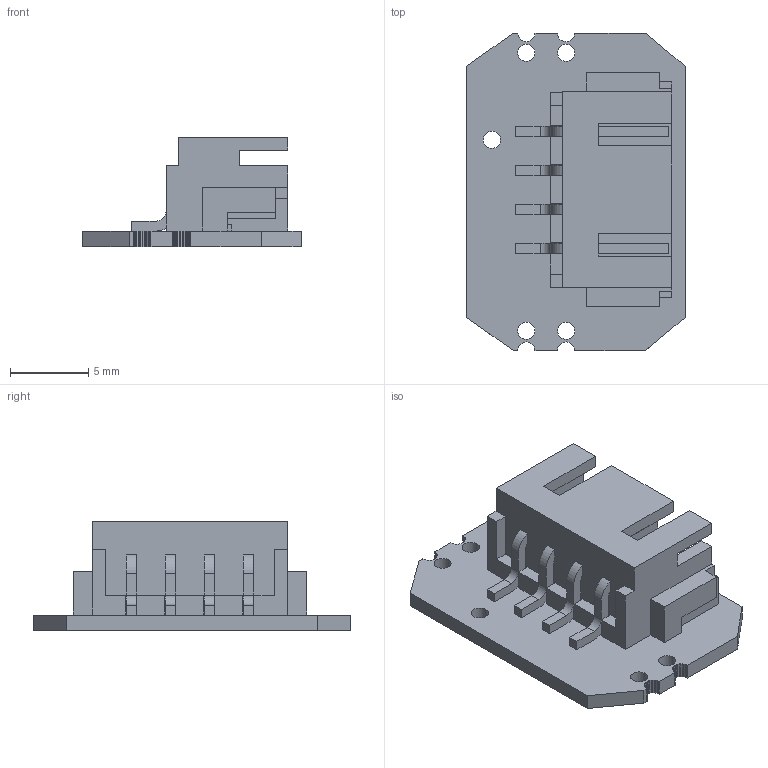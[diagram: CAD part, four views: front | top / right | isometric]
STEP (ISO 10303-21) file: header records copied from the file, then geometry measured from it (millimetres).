
FILE_DESCRIPTION(('for SolidWorks'),'2;1');
FILE_NAME('4P-RGB-Strip.step','2015-04-29T18:56:40',('Chris Hamilton'),( ''),'Open CASCADE STEP processor 6.6','Diptrace','Unknown');
FILE_SCHEMA(('AUTOMOTIVE_DESIGN { 1 0 10303 214 1 1 1 1 }'));
Length unit declared in the file: millimetre
Products named in the file (3): PCB; Board; Model_2
Assembly tree (2 placements, depth 2):
  PCB
    Board
    Model_2
Bounding box: 13.97 x 20.34 x 7 mm (x, y, z)
Volume: 262.7 mm3; surface area: 1348.9 mm2
Topology: 1 solids, 2 shells, 252 faces, 710 edges, 470 vertices
Faces by surface type: plane 228, cylinder 24
Full cylindrical faces by diameter (mm): 1.1 x8
Entity records: 9168 total; most frequent: CARTESIAN_POINT 1435, ORIENTED_EDGE 1420, DIRECTION 1268, EDGE_CURVE 710, LINE 662, VECTOR 662, VERTEX_POINT 470, AXIS2_PLACEMENT_3D 303
